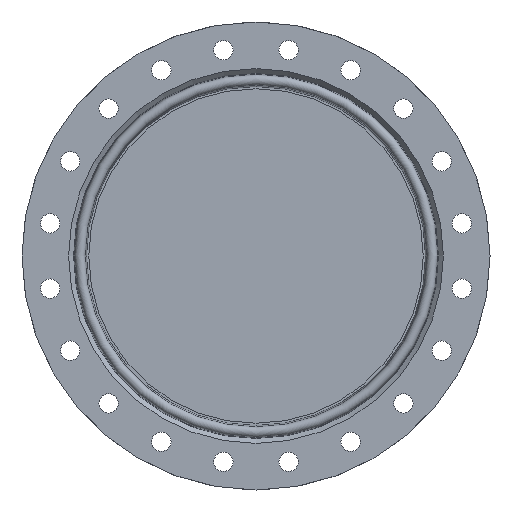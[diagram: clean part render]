
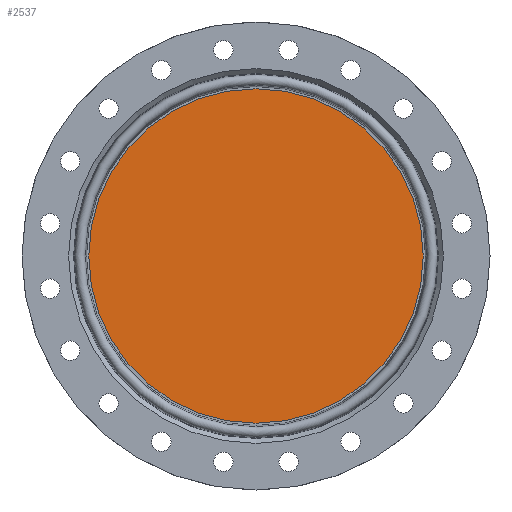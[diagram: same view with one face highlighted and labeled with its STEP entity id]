
A CAD part, left-side view. The second image highlights one B-rep face of the part: STEP entity #2537.
In plain terms, the highlighted planar face has unit normal (-1, 0, 0).
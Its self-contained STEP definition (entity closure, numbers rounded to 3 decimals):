
#123 = CARTESIAN_POINT ( 'NONE',  ( -9.685, 0., 0. ) ) ;
#168 = FACE_OUTER_BOUND ( 'NONE', #974, .T. ) ;
#247 = DIRECTION ( 'NONE',  ( 1., 0., 0. ) ) ;
#626 = CIRCLE ( 'NONE', #1198, 72.6 ) ;
#915 = DIRECTION ( 'NONE',  ( 0., 1., 0. ) ) ;
#944 = DIRECTION ( 'NONE',  ( -1., 0., 0. ) ) ;
#962 = CARTESIAN_POINT ( 'NONE',  ( -9.685, 72.6, 0. ) ) ;
#974 = EDGE_LOOP ( 'NONE', ( #1418 ) ) ;
#1198 = AXIS2_PLACEMENT_3D ( 'NONE', #123, #944, #915 ) ;
#1418 = ORIENTED_EDGE ( 'NONE', *, *, #2276, .T. ) ;
#1430 = VERTEX_POINT ( 'NONE', #962 ) ;
#1480 = CARTESIAN_POINT ( 'NONE',  ( -9.685, 0., 0. ) ) ;
#1680 = DIRECTION ( 'NONE',  ( 0., 0., -1. ) ) ;
#2003 = AXIS2_PLACEMENT_3D ( 'NONE', #1480, #247, #1680 ) ;
#2085 = PLANE ( 'NONE',  #2003 ) ;
#2276 = EDGE_CURVE ( 'NONE', #1430, #1430, #626, .T. ) ;
#2537 = ADVANCED_FACE ( 'NONE', ( #168 ), #2085, .F. ) ;
